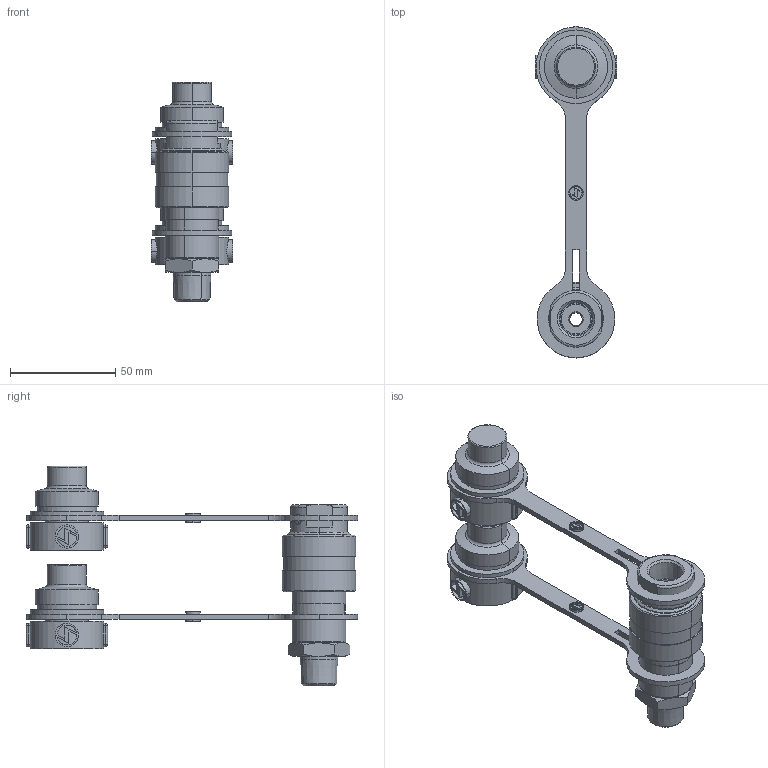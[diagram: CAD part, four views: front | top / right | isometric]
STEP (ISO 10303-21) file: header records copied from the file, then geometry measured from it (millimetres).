
FILE_DESCRIPTION (( 'STEP AP214' ), '1' );
FILE_NAME ('H0201.STEP', '2021-09-10T07:08:45', ( '' ), ( '' ), 'SwSTEP 2.0', 'SolidWorks 2019', '' );
FILE_SCHEMA (( 'AUTOMOTIVE_DESIGN' ));
Length unit declared in the file: millimetre
Products named in the file (1): H0201
Bounding box: 39 x 157.9 x 104.6 mm (x, y, z)
Surface area: 36826.7 mm2 (no closed solid volume)
Topology: 0 solids, 17 shells, 472 faces, 1532 edges, 1069 vertices
Faces by surface type: cylinder 212, plane 163, cone 40, bspline 31, sphere 16, torus 10
Entity records: 26453 total; most frequent: CARTESIAN_POINT 8538, ORIENTED_EDGE 2585, DIRECTION 2461, EDGE_CURVE 1516, VERTEX_POINT 1069, AXIS2_PLACEMENT_3D 912, VECTOR 637, LINE 637
